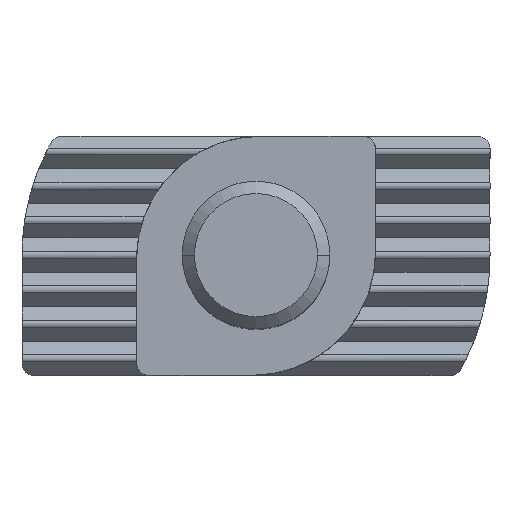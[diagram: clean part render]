
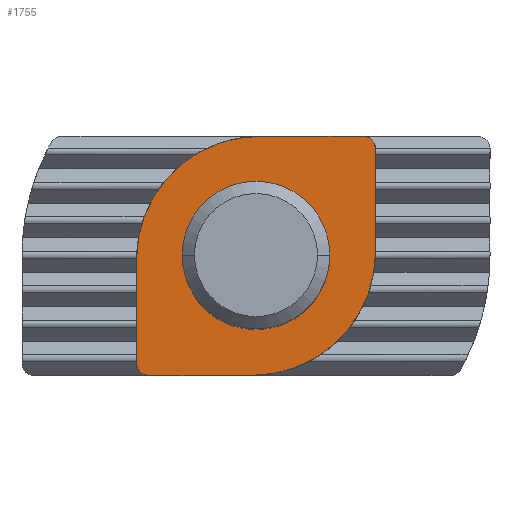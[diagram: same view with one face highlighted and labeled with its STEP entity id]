
A CAD part, top view. The second image highlights one B-rep face of the part: STEP entity #1755.
In plain terms, the highlighted planar face has unit normal (0, 0, 1).
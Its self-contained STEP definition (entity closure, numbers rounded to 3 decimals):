
#35 = CARTESIAN_POINT ( 'NONE',  ( -4.85, -4.35, 8.8 ) ) ;
#41 = EDGE_CURVE ( 'NONE', #1478, #938, #2620, .T. ) ;
#44 = DIRECTION ( 'NONE',  ( 0., 0., 1. ) ) ;
#48 = DIRECTION ( 'NONE',  ( -1., 0., 0. ) ) ;
#99 = DIRECTION ( 'NONE',  ( -1., 0., 0. ) ) ;
#127 = VERTEX_POINT ( 'NONE', #914 ) ;
#159 = VERTEX_POINT ( 'NONE', #1773 ) ;
#187 = CIRCLE ( 'NONE', #548, 5. ) ;
#191 = EDGE_CURVE ( 'NONE', #127, #2134, #2420, .T. ) ;
#196 = VERTEX_POINT ( 'NONE', #721 ) ;
#217 = VECTOR ( 'NONE', #1229, 1000. ) ;
#220 = LINE ( 'NONE', #1803, #1263 ) ;
#242 = FACE_BOUND ( 'NONE', #1643, .T. ) ;
#346 = VECTOR ( 'NONE', #807, 1000. ) ;
#351 = CARTESIAN_POINT ( 'NONE',  ( 4.85, 0.15, 8.8 ) ) ;
#372 = ORIENTED_EDGE ( 'NONE', *, *, #2311, .T. ) ;
#457 = VERTEX_POINT ( 'NONE', #2563 ) ;
#516 = ORIENTED_EDGE ( 'NONE', *, *, #1071, .T. ) ;
#546 = CARTESIAN_POINT ( 'NONE',  ( -0.15, 0.15, 8.8 ) ) ;
#548 = AXIS2_PLACEMENT_3D ( 'NONE', #579, #2061, #792 ) ;
#559 = EDGE_CURVE ( 'NONE', #196, #682, #220, .T. ) ;
#573 = CARTESIAN_POINT ( 'NONE',  ( 3., 0., 8.8 ) ) ;
#579 = CARTESIAN_POINT ( 'NONE',  ( 0.15, -0.15, 8.8 ) ) ;
#651 = ORIENTED_EDGE ( 'NONE', *, *, #559, .T. ) ;
#682 = VERTEX_POINT ( 'NONE', #35 ) ;
#721 = CARTESIAN_POINT ( 'NONE',  ( -4.85, -0.15, 8.8 ) ) ;
#731 = CARTESIAN_POINT ( 'NONE',  ( 4.35, 4.35, 8.8 ) ) ;
#792 = DIRECTION ( 'NONE',  ( 1., 0., 0. ) ) ;
#807 = DIRECTION ( 'NONE',  ( 1., 0., 0. ) ) ;
#821 = ORIENTED_EDGE ( 'NONE', *, *, #2118, .T. ) ;
#835 = LINE ( 'NONE', #2286, #346 ) ;
#914 = CARTESIAN_POINT ( 'NONE',  ( 4.85, 4.35, 8.8 ) ) ;
#920 = CIRCLE ( 'NONE', #2180, 3. ) ;
#938 = VERTEX_POINT ( 'NONE', #351 ) ;
#939 = DIRECTION ( 'NONE',  ( -1., 0., 0. ) ) ;
#979 = ORIENTED_EDGE ( 'NONE', *, *, #1727, .F. ) ;
#988 = CARTESIAN_POINT ( 'NONE',  ( 0.15, 4.85, 8.8 ) ) ;
#1011 = CARTESIAN_POINT ( 'NONE',  ( 4.85, 4.85, 8.8 ) ) ;
#1024 = ORIENTED_EDGE ( 'NONE', *, *, #1068, .T. ) ;
#1047 = CARTESIAN_POINT ( 'NONE',  ( -4.35, -4.85, 8.8 ) ) ;
#1068 = EDGE_CURVE ( 'NONE', #2451, #1478, #835, .T. ) ;
#1071 = EDGE_CURVE ( 'NONE', #938, #127, #1950, .T. ) ;
#1096 = EDGE_LOOP ( 'NONE', ( #516, #2173, #1767, #372, #651, #821, #1024, #1235 ) ) ;
#1156 = CARTESIAN_POINT ( 'NONE',  ( 0., 0., 8.8 ) ) ;
#1166 = EDGE_CURVE ( 'NONE', #2278, #457, #2194, .T. ) ;
#1179 = DIRECTION ( 'NONE',  ( -1., 0., 0. ) ) ;
#1229 = DIRECTION ( 'NONE',  ( 0., 1., 0. ) ) ;
#1235 = ORIENTED_EDGE ( 'NONE', *, *, #41, .T. ) ;
#1263 = VECTOR ( 'NONE', #1684, 1000. ) ;
#1270 = AXIS2_PLACEMENT_3D ( 'NONE', #546, #2446, #1179 ) ;
#1297 = CARTESIAN_POINT ( 'NONE',  ( -0.15, 0.15, 8.8 ) ) ;
#1301 = DIRECTION ( 'NONE',  ( 0., 0., 1. ) ) ;
#1348 = DIRECTION ( 'NONE',  ( 0., 0., 1. ) ) ;
#1356 = FACE_OUTER_BOUND ( 'NONE', #1096, .T. ) ;
#1377 = DIRECTION ( 'NONE',  ( -1., 0., 0. ) ) ;
#1398 = AXIS2_PLACEMENT_3D ( 'NONE', #731, #2220, #939 ) ;
#1478 = VERTEX_POINT ( 'NONE', #1865 ) ;
#1516 = DIRECTION ( 'NONE',  ( -1., 0., 0. ) ) ;
#1518 = CARTESIAN_POINT ( 'NONE',  ( 4.35, 4.85, 8.8 ) ) ;
#1643 = EDGE_LOOP ( 'NONE', ( #979, #1796 ) ) ;
#1661 = LINE ( 'NONE', #988, #2712 ) ;
#1684 = DIRECTION ( 'NONE',  ( 0., -1., 0. ) ) ;
#1691 = CIRCLE ( 'NONE', #2356, 0.5 ) ;
#1727 = EDGE_CURVE ( 'NONE', #457, #2278, #920, .T. ) ;
#1755 = ADVANCED_FACE ( 'NONE', ( #1356, #242 ), #2241, .F. ) ;
#1767 = ORIENTED_EDGE ( 'NONE', *, *, #1869, .T. ) ;
#1773 = CARTESIAN_POINT ( 'NONE',  ( 0.15, 4.85, 8.8 ) ) ;
#1796 = ORIENTED_EDGE ( 'NONE', *, *, #1166, .F. ) ;
#1803 = CARTESIAN_POINT ( 'NONE',  ( -4.85, -0.15, 8.8 ) ) ;
#1865 = CARTESIAN_POINT ( 'NONE',  ( -0.15, -4.85, 8.8 ) ) ;
#1869 = EDGE_CURVE ( 'NONE', #2134, #159, #1661, .T. ) ;
#1950 = LINE ( 'NONE', #1011, #217 ) ;
#2061 = DIRECTION ( 'NONE',  ( 0., 0., 1. ) ) ;
#2118 = EDGE_CURVE ( 'NONE', #682, #2451, #1691, .T. ) ;
#2134 = VERTEX_POINT ( 'NONE', #1518 ) ;
#2157 = AXIS2_PLACEMENT_3D ( 'NONE', #1297, #44, #1516 ) ;
#2173 = ORIENTED_EDGE ( 'NONE', *, *, #191, .T. ) ;
#2180 = AXIS2_PLACEMENT_3D ( 'NONE', #1156, #2643, #1377 ) ;
#2194 = CIRCLE ( 'NONE', #2707, 3. ) ;
#2220 = DIRECTION ( 'NONE',  ( 0., 0., 1. ) ) ;
#2241 = PLANE ( 'NONE',  #1270 ) ;
#2278 = VERTEX_POINT ( 'NONE', #573 ) ;
#2286 = CARTESIAN_POINT ( 'NONE',  ( -0.15, -4.85, 8.8 ) ) ;
#2311 = EDGE_CURVE ( 'NONE', #159, #196, #187, .T. ) ;
#2356 = AXIS2_PLACEMENT_3D ( 'NONE', #2568, #1301, #48 ) ;
#2420 = CIRCLE ( 'NONE', #1398, 0.5 ) ;
#2446 = DIRECTION ( 'NONE',  ( 0., 0., -1. ) ) ;
#2451 = VERTEX_POINT ( 'NONE', #1047 ) ;
#2563 = CARTESIAN_POINT ( 'NONE',  ( -3., 0., 8.8 ) ) ;
#2568 = CARTESIAN_POINT ( 'NONE',  ( -4.35, -4.35, 8.8 ) ) ;
#2614 = CARTESIAN_POINT ( 'NONE',  ( 0., 0., 8.8 ) ) ;
#2620 = CIRCLE ( 'NONE', #2157, 5. ) ;
#2643 = DIRECTION ( 'NONE',  ( 0., 0., 1. ) ) ;
#2682 = DIRECTION ( 'NONE',  ( -1., 0., 0. ) ) ;
#2707 = AXIS2_PLACEMENT_3D ( 'NONE', #2614, #1348, #99 ) ;
#2712 = VECTOR ( 'NONE', #2682, 1000. ) ;
